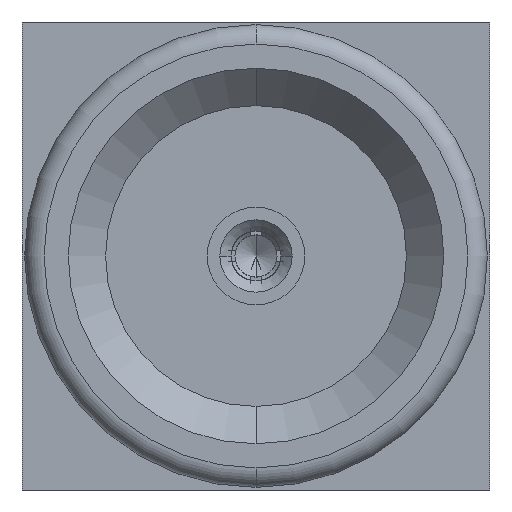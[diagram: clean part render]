
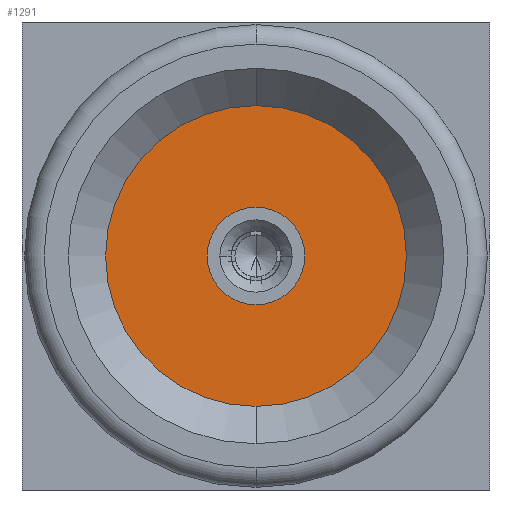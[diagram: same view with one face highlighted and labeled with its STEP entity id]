
A CAD part, left-side view. The second image highlights one B-rep face of the part: STEP entity #1291.
In plain terms, the highlighted planar face has unit normal (-1, 0, 0).
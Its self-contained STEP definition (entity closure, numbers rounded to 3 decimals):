
#18 = EDGE_CURVE ( 'NONE', #2259, #597, #1662, .T. ) ;
#42 = ORIENTED_EDGE ( 'NONE', *, *, #18, .T. ) ;
#92 = CIRCLE ( 'NONE', #1650, 1.96 ) ;
#138 = PLANE ( 'NONE',  #2123 ) ;
#360 = ORIENTED_EDGE ( 'NONE', *, *, #1678, .F. ) ;
#435 = VERTEX_POINT ( 'NONE', #2267 ) ;
#444 = CIRCLE ( 'NONE', #616, 0.617 ) ;
#555 = DIRECTION ( 'NONE',  ( -1., 0., 0. ) ) ;
#575 = CIRCLE ( 'NONE', #620, 0.617 ) ;
#578 = DIRECTION ( 'NONE',  ( -1., 0., 0. ) ) ;
#586 = ORIENTED_EDGE ( 'NONE', *, *, #2270, .T. ) ;
#597 = VERTEX_POINT ( 'NONE', #828 ) ;
#616 = AXIS2_PLACEMENT_3D ( 'NONE', #1280, #1926, #1685 ) ;
#620 = AXIS2_PLACEMENT_3D ( 'NONE', #2177, #578, #1547 ) ;
#764 = CARTESIAN_POINT ( 'NONE',  ( -8.179, 0., 0. ) ) ;
#828 = CARTESIAN_POINT ( 'NONE',  ( -8.179, 0., 1.96 ) ) ;
#986 = AXIS2_PLACEMENT_3D ( 'NONE', #764, #1213, #2411 ) ;
#1026 = CARTESIAN_POINT ( 'NONE',  ( -8.179, 0., 0. ) ) ;
#1139 = EDGE_CURVE ( 'NONE', #435, #2449, #444, .T. ) ;
#1170 = FACE_OUTER_BOUND ( 'NONE', #1836, .T. ) ;
#1213 = DIRECTION ( 'NONE',  ( -1., 0., 0. ) ) ;
#1280 = CARTESIAN_POINT ( 'NONE',  ( -8.179, 0., 0. ) ) ;
#1291 = ADVANCED_FACE ( 'NONE', ( #2372, #1170 ), #138, .T. ) ;
#1354 = DIRECTION ( 'NONE',  ( 0., 0., 1. ) ) ;
#1547 = DIRECTION ( 'NONE',  ( 0., 0., 1. ) ) ;
#1623 = DIRECTION ( 'NONE',  ( -1., 0., 0. ) ) ;
#1650 = AXIS2_PLACEMENT_3D ( 'NONE', #1026, #1623, #2401 ) ;
#1662 = CIRCLE ( 'NONE', #986, 1.96 ) ;
#1678 = EDGE_CURVE ( 'NONE', #2449, #435, #575, .T. ) ;
#1685 = DIRECTION ( 'NONE',  ( 0., 0., 1. ) ) ;
#1836 = EDGE_LOOP ( 'NONE', ( #586, #42 ) ) ;
#1926 = DIRECTION ( 'NONE',  ( -1., 0., 0. ) ) ;
#2011 = ORIENTED_EDGE ( 'NONE', *, *, #1139, .F. ) ;
#2123 = AXIS2_PLACEMENT_3D ( 'NONE', #2359, #555, #1354 ) ;
#2177 = CARTESIAN_POINT ( 'NONE',  ( -8.179, 0., 0. ) ) ;
#2183 = CARTESIAN_POINT ( 'NONE',  ( -8.179, 0., -1.96 ) ) ;
#2204 = EDGE_LOOP ( 'NONE', ( #2011, #360 ) ) ;
#2259 = VERTEX_POINT ( 'NONE', #2183 ) ;
#2267 = CARTESIAN_POINT ( 'NONE',  ( -8.179, 0., 0.617 ) ) ;
#2270 = EDGE_CURVE ( 'NONE', #597, #2259, #92, .T. ) ;
#2359 = CARTESIAN_POINT ( 'NONE',  ( -8.179, -0.617, 0. ) ) ;
#2372 = FACE_BOUND ( 'NONE', #2204, .T. ) ;
#2401 = DIRECTION ( 'NONE',  ( 0., 0., 1. ) ) ;
#2411 = DIRECTION ( 'NONE',  ( 0., 0., 1. ) ) ;
#2449 = VERTEX_POINT ( 'NONE', #2475 ) ;
#2475 = CARTESIAN_POINT ( 'NONE',  ( -8.179, 0., -0.617 ) ) ;
